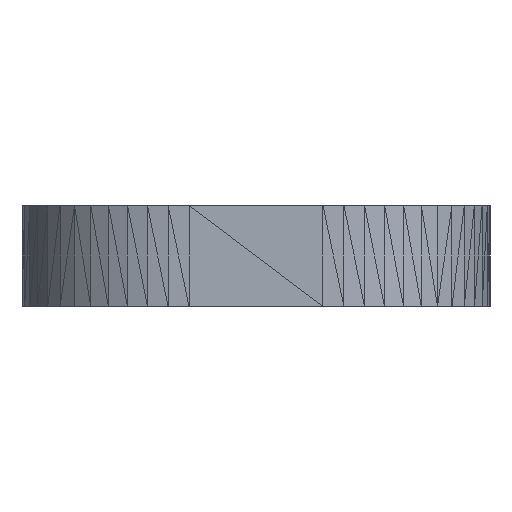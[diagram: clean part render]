
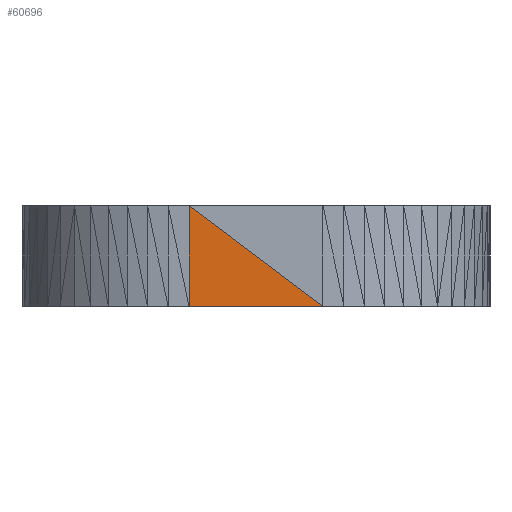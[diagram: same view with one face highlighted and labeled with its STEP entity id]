
A CAD part, left-side view. The second image highlights one B-rep face of the part: STEP entity #60696.
In plain terms, the highlighted planar face has unit normal (-1, 0, 0).
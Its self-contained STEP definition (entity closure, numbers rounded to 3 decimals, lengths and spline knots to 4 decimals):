
#60649 = VERTEX_POINT('',#60650);
#60650 = CARTESIAN_POINT('',(-59.5,2.,3.));
#60685 = PLANE('',#60686);
#60686 = AXIS2_PLACEMENT_3D('',#60687,#60688,#60689);
#60687 = CARTESIAN_POINT('',(-59.5,-0.5,2.));
#60688 = DIRECTION('',(-1.,-0.,-0.));
#60689 = DIRECTION('',(0.,0.,-1.));
#60696 = ADVANCED_FACE('',(#60697),#60709,.T.);
#60697 = FACE_BOUND('',#60698,.T.);
#60698 = EDGE_LOOP('',(#60699,#60727,#60755));
#60699 = ORIENTED_EDGE('',*,*,#60700,.T.);
#60700 = EDGE_CURVE('',#60701,#60649,#60703,.T.);
#60701 = VERTEX_POINT('',#60702);
#60702 = CARTESIAN_POINT('',(-59.5,-2.,0.));
#60703 = SURFACE_CURVE('',#60704,(#60708,#60720),.PCURVE_S1.);
#60704 = LINE('',#60705,#60706);
#60705 = CARTESIAN_POINT('',(-59.5,-2.,0.));
#60706 = VECTOR('',#60707,1.);
#60707 = DIRECTION('',(0.,0.8,0.6));
#60708 = PCURVE('',#60709,#60714);
#60709 = PLANE('',#60710);
#60710 = AXIS2_PLACEMENT_3D('',#60711,#60712,#60713);
#60711 = CARTESIAN_POINT('',(-59.5,0.5,1.));
#60712 = DIRECTION('',(-1.,-0.,-0.));
#60713 = DIRECTION('',(0.,0.,-1.));
#60714 = DEFINITIONAL_REPRESENTATION('',(#60715),#60719);
#60715 = LINE('',#60716,#60717);
#60716 = CARTESIAN_POINT('',(1.,2.5));
#60717 = VECTOR('',#60718,1.);
#60718 = DIRECTION('',(-0.6,-0.8));
#60719 = ( GEOMETRIC_REPRESENTATION_CONTEXT(2) 
PARAMETRIC_REPRESENTATION_CONTEXT() REPRESENTATION_CONTEXT('2D SPACE',''
  ) );
#60720 = PCURVE('',#60685,#60721);
#60721 = DEFINITIONAL_REPRESENTATION('',(#60722),#60726);
#60722 = LINE('',#60723,#60724);
#60723 = CARTESIAN_POINT('',(2.,1.5));
#60724 = VECTOR('',#60725,1.);
#60725 = DIRECTION('',(-0.6,-0.8));
#60726 = ( GEOMETRIC_REPRESENTATION_CONTEXT(2) 
PARAMETRIC_REPRESENTATION_CONTEXT() REPRESENTATION_CONTEXT('2D SPACE',''
  ) );
#60727 = ORIENTED_EDGE('',*,*,#60728,.T.);
#60728 = EDGE_CURVE('',#60649,#60729,#60731,.T.);
#60729 = VERTEX_POINT('',#60730);
#60730 = CARTESIAN_POINT('',(-59.5,2.,0.));
#60731 = SURFACE_CURVE('',#60732,(#60736,#60743),.PCURVE_S1.);
#60732 = LINE('',#60733,#60734);
#60733 = CARTESIAN_POINT('',(-59.5,2.,3.));
#60734 = VECTOR('',#60735,1.);
#60735 = DIRECTION('',(0.,0.,-1.));
#60736 = PCURVE('',#60709,#60737);
#60737 = DEFINITIONAL_REPRESENTATION('',(#60738),#60742);
#60738 = LINE('',#60739,#60740);
#60739 = CARTESIAN_POINT('',(-2.,-1.5));
#60740 = VECTOR('',#60741,1.);
#60741 = DIRECTION('',(1.,0.));
#60742 = ( GEOMETRIC_REPRESENTATION_CONTEXT(2) 
PARAMETRIC_REPRESENTATION_CONTEXT() REPRESENTATION_CONTEXT('2D SPACE',''
  ) );
#60743 = PCURVE('',#60744,#60749);
#60744 = PLANE('',#60745);
#60745 = AXIS2_PLACEMENT_3D('',#60746,#60747,#60748);
#60746 = CARTESIAN_POINT('',(-59.4891,2.1729,
    1.6407));
#60747 = DIRECTION('',(-0.998,0.063,
    0.));
#60748 = DIRECTION('',(-0.063,-0.998,0.));
#60749 = DEFINITIONAL_REPRESENTATION('',(#60750),#60754);
#60750 = LINE('',#60751,#60752);
#60751 = CARTESIAN_POINT('',(0.173,1.359));
#60752 = VECTOR('',#60753,1.);
#60753 = DIRECTION('',(0.,-1.));
#60754 = ( GEOMETRIC_REPRESENTATION_CONTEXT(2) 
PARAMETRIC_REPRESENTATION_CONTEXT() REPRESENTATION_CONTEXT('2D SPACE',''
  ) );
#60755 = ORIENTED_EDGE('',*,*,#60756,.T.);
#60756 = EDGE_CURVE('',#60729,#60701,#60757,.T.);
#60757 = SURFACE_CURVE('',#60758,(#60762,#60769),.PCURVE_S1.);
#60758 = LINE('',#60759,#60760);
#60759 = CARTESIAN_POINT('',(-59.5,2.,0.));
#60760 = VECTOR('',#60761,1.);
#60761 = DIRECTION('',(0.,-1.,0.));
#60762 = PCURVE('',#60709,#60763);
#60763 = DEFINITIONAL_REPRESENTATION('',(#60764),#60768);
#60764 = LINE('',#60765,#60766);
#60765 = CARTESIAN_POINT('',(1.,-1.5));
#60766 = VECTOR('',#60767,1.);
#60767 = DIRECTION('',(0.,1.));
#60768 = ( GEOMETRIC_REPRESENTATION_CONTEXT(2) 
PARAMETRIC_REPRESENTATION_CONTEXT() REPRESENTATION_CONTEXT('2D SPACE',''
  ) );
#60769 = PCURVE('',#60770,#60775);
#60770 = PLANE('',#60771);
#60771 = AXIS2_PLACEMENT_3D('',#60772,#60773,#60774);
#60772 = CARTESIAN_POINT('',(-58.225,0.,0.));
#60773 = DIRECTION('',(-0.,-0.,-1.));
#60774 = DIRECTION('',(-1.,0.,0.));
#60775 = DEFINITIONAL_REPRESENTATION('',(#60776),#60780);
#60776 = LINE('',#60777,#60778);
#60777 = CARTESIAN_POINT('',(1.275,2.));
#60778 = VECTOR('',#60779,1.);
#60779 = DIRECTION('',(0.,-1.));
#60780 = ( GEOMETRIC_REPRESENTATION_CONTEXT(2) 
PARAMETRIC_REPRESENTATION_CONTEXT() REPRESENTATION_CONTEXT('2D SPACE',''
  ) );
